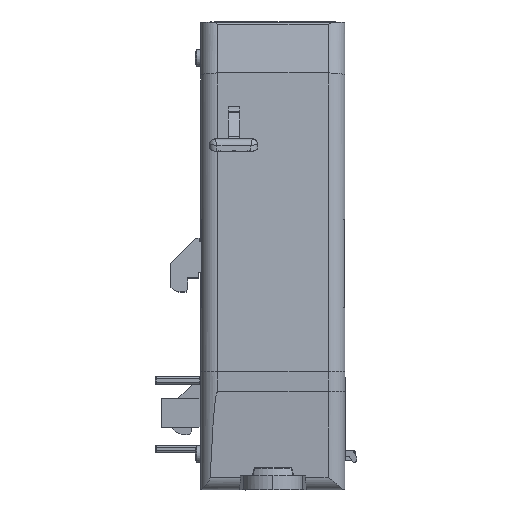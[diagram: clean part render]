
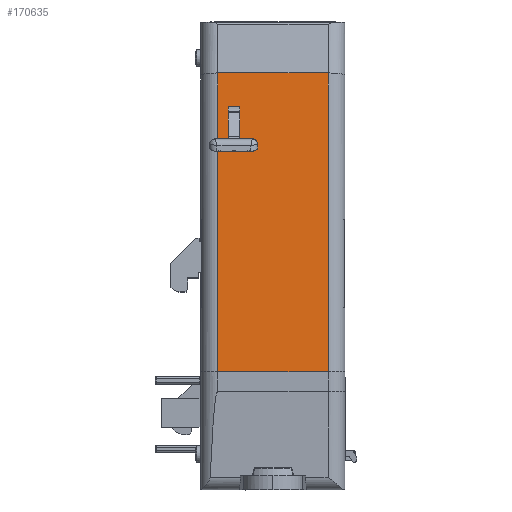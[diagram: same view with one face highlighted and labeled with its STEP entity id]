
A CAD part, front view. The second image highlights one B-rep face of the part: STEP entity #170635.
In plain terms, the highlighted planar face has unit normal (0, -0.999, 0.044).
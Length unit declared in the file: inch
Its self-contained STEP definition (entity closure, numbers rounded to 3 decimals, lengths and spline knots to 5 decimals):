
#2321 = EDGE_CURVE ( 'NONE', #53171, #58661, #210117, .T. ) ;
#3013 = VERTEX_POINT ( 'NONE', #149226 ) ;
#7049 = CARTESIAN_POINT ( 'NONE',  ( 0.63541, -1.92586, -4.56957 ) ) ;
#10516 = CARTESIAN_POINT ( 'NONE',  ( -0.24746, -1.82827, -2.33452 ) ) ;
#11352 = VERTEX_POINT ( 'NONE', #191209 ) ;
#11903 = DIRECTION ( 'NONE',  ( 0., 0.044, 0.999 ) ) ;
#12055 = CARTESIAN_POINT ( 'NONE',  ( -0.17505, -1.75976, -0.76539 ) ) ;
#29715 = VECTOR ( 'NONE', #143627, 39.37008 ) ;
#34938 = CARTESIAN_POINT ( 'NONE',  ( 0.51828, -1.92586, -4.56957 ) ) ;
#36967 = CARTESIAN_POINT ( 'NONE',  ( 0.63541, -1.82827, -2.33452 ) ) ;
#41106 = EDGE_CURVE ( 'NONE', #67714, #126418, #77523, .T. ) ;
#44115 = DIRECTION ( 'NONE',  ( 0., -0.999, 0.044 ) ) ;
#46213 = CARTESIAN_POINT ( 'NONE',  ( 0.51828, -1.82827, -2.33452 ) ) ;
#46760 = EDGE_CURVE ( 'NONE', #129520, #58661, #174431, .T. ) ;
#53171 = VERTEX_POINT ( 'NONE', #12055 ) ;
#57447 = DIRECTION ( 'NONE',  ( -1., 0., 0. ) ) ;
#58661 = VERTEX_POINT ( 'NONE', #168129 ) ;
#58924 = CARTESIAN_POINT ( 'NONE',  ( -0.17505, -1.92586, -4.56957 ) ) ;
#63104 = CARTESIAN_POINT ( 'NONE',  ( -0.24746, -1.82827, -2.33452 ) ) ;
#65038 = DIRECTION ( 'NONE',  ( 0., -0.044, -0.999 ) ) ;
#66815 = EDGE_LOOP ( 'NONE', ( #71421, #69660, #197662, #136500 ) ) ;
#67714 = VERTEX_POINT ( 'NONE', #46213 ) ;
#69660 = ORIENTED_EDGE ( 'NONE', *, *, #46760, .T. ) ;
#70747 = ORIENTED_EDGE ( 'NONE', *, *, #41106, .F. ) ;
#70805 = CARTESIAN_POINT ( 'NONE',  ( 0.63541, -1.75976, -0.76539 ) ) ;
#71421 = ORIENTED_EDGE ( 'NONE', *, *, #122892, .F. ) ;
#74830 = VECTOR ( 'NONE', #11903, 39.37008 ) ;
#76507 = VECTOR ( 'NONE', #65038, 39.37008 ) ;
#76794 = LINE ( 'NONE', #34938, #117570 ) ;
#77523 = LINE ( 'NONE', #36967, #215822 ) ;
#89084 = DIRECTION ( 'NONE',  ( 1., 0., 0. ) ) ;
#91373 = EDGE_CURVE ( 'NONE', #67714, #95751, #76794, .T. ) ;
#95751 = VERTEX_POINT ( 'NONE', #131707 ) ;
#103919 = DIRECTION ( 'NONE',  ( -1., 0., 0. ) ) ;
#104161 = VECTOR ( 'NONE', #160935, 39.37008 ) ;
#117570 = VECTOR ( 'NONE', #138927, 39.37008 ) ;
#119270 = LINE ( 'NONE', #142909, #29715 ) ;
#122892 = EDGE_CURVE ( 'NONE', #129520, #3013, #188755, .T. ) ;
#124961 = FACE_BOUND ( 'NONE', #66815, .T. ) ;
#126418 = VERTEX_POINT ( 'NONE', #63104 ) ;
#129520 = VERTEX_POINT ( 'NONE', #174073 ) ;
#131707 = CARTESIAN_POINT ( 'NONE',  ( 0.51828, -1.73772, -0.26054 ) ) ;
#136500 = ORIENTED_EDGE ( 'NONE', *, *, #179560, .T. ) ;
#138927 = DIRECTION ( 'NONE',  ( 0., 0.044, 0.999 ) ) ;
#142717 = VECTOR ( 'NONE', #103919, 39.37008 ) ;
#142909 = CARTESIAN_POINT ( 'NONE',  ( 0.63541, -1.73772, -0.26054 ) ) ;
#143451 = CARTESIAN_POINT ( 'NONE',  ( -0.09629, -1.92586, -4.56957 ) ) ;
#143627 = DIRECTION ( 'NONE',  ( -1., 0., 0. ) ) ;
#149226 = CARTESIAN_POINT ( 'NONE',  ( -0.17505, -1.74776, -0.49051 ) ) ;
#149642 = ORIENTED_EDGE ( 'NONE', *, *, #91373, .T. ) ;
#160935 = DIRECTION ( 'NONE',  ( 0., -0.044, -0.999 ) ) ;
#164004 = PLANE ( 'NONE',  #199980 ) ;
#168129 = CARTESIAN_POINT ( 'NONE',  ( -0.09629, -1.75976, -0.76539 ) ) ;
#168675 = LINE ( 'NONE', #10516, #76507 ) ;
#170635 = ADVANCED_FACE ( 'NONE', ( #181797, #124961 ), #164004, .T. ) ;
#174073 = CARTESIAN_POINT ( 'NONE',  ( -0.09629, -1.74776, -0.49051 ) ) ;
#174431 = LINE ( 'NONE', #143451, #104161 ) ;
#179560 = EDGE_CURVE ( 'NONE', #53171, #3013, #213139, .T. ) ;
#181797 = FACE_OUTER_BOUND ( 'NONE', #198620, .T. ) ;
#182101 = DIRECTION ( 'NONE',  ( 0., -0.044, -0.999 ) ) ;
#183289 = ORIENTED_EDGE ( 'NONE', *, *, #224138, .T. ) ;
#184894 = ORIENTED_EDGE ( 'NONE', *, *, #195126, .T. ) ;
#188755 = LINE ( 'NONE', #190128, #142717 ) ;
#190128 = CARTESIAN_POINT ( 'NONE',  ( -0.13567, -1.74776, -0.49051 ) ) ;
#191209 = CARTESIAN_POINT ( 'NONE',  ( -0.24746, -1.73772, -0.26054 ) ) ;
#195126 = EDGE_CURVE ( 'NONE', #95751, #11352, #119270, .T. ) ;
#197662 = ORIENTED_EDGE ( 'NONE', *, *, #2321, .F. ) ;
#198620 = EDGE_LOOP ( 'NONE', ( #70747, #149642, #184894, #183289 ) ) ;
#199980 = AXIS2_PLACEMENT_3D ( 'NONE', #7049, #44115, #182101 ) ;
#210117 = LINE ( 'NONE', #70805, #223661 ) ;
#213139 = LINE ( 'NONE', #58924, #74830 ) ;
#215822 = VECTOR ( 'NONE', #57447, 39.37008 ) ;
#223661 = VECTOR ( 'NONE', #89084, 39.37008 ) ;
#224138 = EDGE_CURVE ( 'NONE', #11352, #126418, #168675, .T. ) ;
